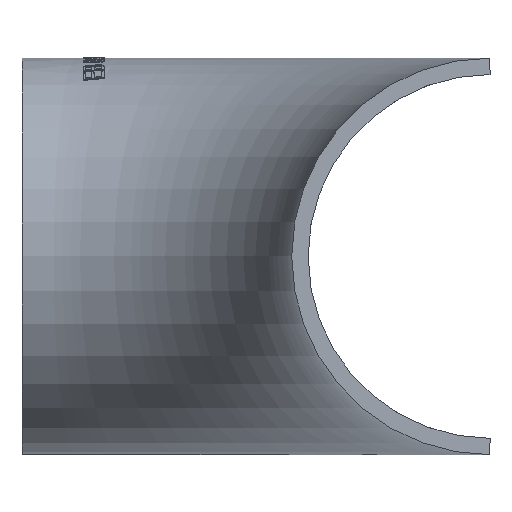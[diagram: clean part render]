
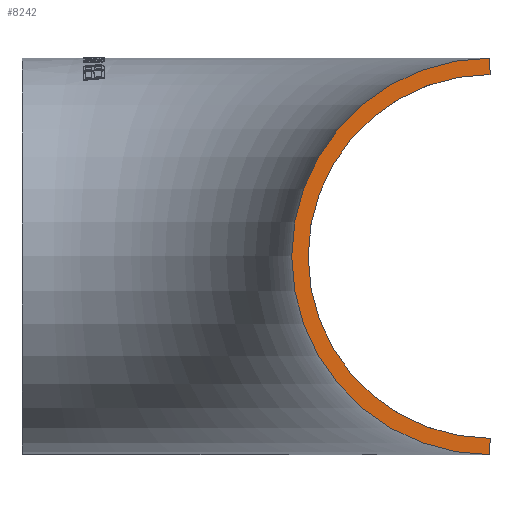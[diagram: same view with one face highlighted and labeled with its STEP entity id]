
A CAD part, left-side view. The second image highlights one B-rep face of the part: STEP entity #8242.
In plain terms, the highlighted planar face has unit normal (-1, 0, 0).
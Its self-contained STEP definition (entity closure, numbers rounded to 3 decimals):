
#342 = AXIS2_PLACEMENT_3D ( 'NONE', #5419, #6345, #973 ) ;
#683 = VERTEX_POINT ( 'NONE', #1901 ) ;
#788 = VERTEX_POINT ( 'NONE', #1315 ) ;
#973 = DIRECTION ( 'NONE',  ( 0., 0., -1. ) ) ;
#1000 = CARTESIAN_POINT ( 'NONE',  ( 0., 0., 0. ) ) ;
#1315 = CARTESIAN_POINT ( 'NONE',  ( 0., 0., 22.15 ) ) ;
#1407 = EDGE_CURVE ( 'NONE', #4852, #9097, #9605, .T. ) ;
#1542 = FACE_OUTER_BOUND ( 'NONE', #5417, .T. ) ;
#1901 = CARTESIAN_POINT ( 'NONE',  ( 0., 0., 24.15 ) ) ;
#1927 = CIRCLE ( 'NONE', #2088, 24.15 ) ;
#1936 = DIRECTION ( 'NONE',  ( 0., 0., -1. ) ) ;
#1965 = ORIENTED_EDGE ( 'NONE', *, *, #3717, .T. ) ;
#2088 = AXIS2_PLACEMENT_3D ( 'NONE', #5976, #10365, #7726 ) ;
#2831 = CARTESIAN_POINT ( 'NONE',  ( 0., 0., -24.15 ) ) ;
#3172 = AXIS2_PLACEMENT_3D ( 'NONE', #1000, #6301, #1936 ) ;
#3717 = EDGE_CURVE ( 'NONE', #9097, #788, #4881, .T. ) ;
#4330 = EDGE_CURVE ( 'NONE', #683, #788, #9667, .T. ) ;
#4852 = VERTEX_POINT ( 'NONE', #4896 ) ;
#4881 = CIRCLE ( 'NONE', #3172, 22.15 ) ;
#4896 = CARTESIAN_POINT ( 'NONE',  ( 0., 0., -24.15 ) ) ;
#5036 = CARTESIAN_POINT ( 'NONE',  ( 0., 0., 24.15 ) ) ;
#5091 = CARTESIAN_POINT ( 'NONE',  ( 0., 0., -22.15 ) ) ;
#5383 = ORIENTED_EDGE ( 'NONE', *, *, #1407, .T. ) ;
#5417 = EDGE_LOOP ( 'NONE', ( #11299, #7711, #5383, #1965 ) ) ;
#5419 = CARTESIAN_POINT ( 'NONE',  ( 0., 0., 0. ) ) ;
#5535 = DIRECTION ( 'NONE',  ( 0., 0., 1. ) ) ;
#5976 = CARTESIAN_POINT ( 'NONE',  ( 0., 0., 0. ) ) ;
#6301 = DIRECTION ( 'NONE',  ( 1., 0., 0. ) ) ;
#6345 = DIRECTION ( 'NONE',  ( 1., 0., 0. ) ) ;
#6781 = VECTOR ( 'NONE', #5535, 1000. ) ;
#7711 = ORIENTED_EDGE ( 'NONE', *, *, #10865, .F. ) ;
#7726 = DIRECTION ( 'NONE',  ( 0., 0., -1. ) ) ;
#8242 = ADVANCED_FACE ( 'NONE', ( #1542 ), #10881, .F. ) ;
#9097 = VERTEX_POINT ( 'NONE', #5091 ) ;
#9490 = DIRECTION ( 'NONE',  ( 0., 0., -1. ) ) ;
#9515 = VECTOR ( 'NONE', #9490, 1000. ) ;
#9605 = LINE ( 'NONE', #2831, #6781 ) ;
#9667 = LINE ( 'NONE', #5036, #9515 ) ;
#10365 = DIRECTION ( 'NONE',  ( 1., 0., 0. ) ) ;
#10865 = EDGE_CURVE ( 'NONE', #4852, #683, #1927, .T. ) ;
#10881 = PLANE ( 'NONE',  #342 ) ;
#11299 = ORIENTED_EDGE ( 'NONE', *, *, #4330, .F. ) ;
